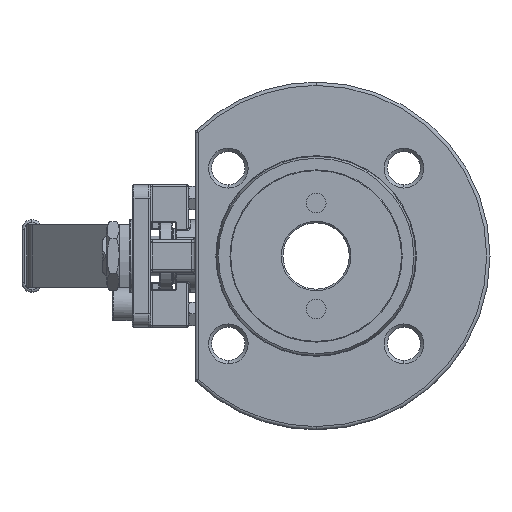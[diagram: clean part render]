
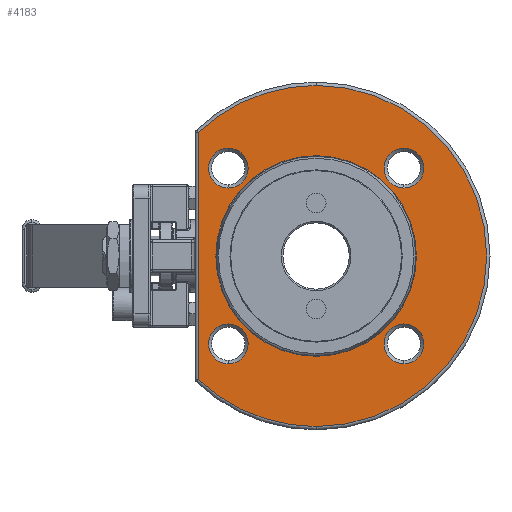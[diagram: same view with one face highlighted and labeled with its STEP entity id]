
A CAD part, left-side view. The second image highlights one B-rep face of the part: STEP entity #4183.
In plain terms, the highlighted planar face has unit normal (-1, 0, 0).
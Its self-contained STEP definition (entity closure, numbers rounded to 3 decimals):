
#442 = AXIS2_PLACEMENT_3D ( 'NONE', #21668, #25699, #26079 ) ;
#1355 = CARTESIAN_POINT ( 'NONE',  ( -20.25, 0., 0. ) ) ;
#1926 = DIRECTION ( 'NONE',  ( -1., 0., 0. ) ) ;
#2842 = AXIS2_PLACEMENT_3D ( 'NONE', #53477, #54051, #36312 ) ;
#3348 = CIRCLE ( 'NONE', #6805, 6. ) ;
#4168 = VECTOR ( 'NONE', #16326, 1000. ) ;
#4183 = ADVANCED_FACE ( 'NONE', ( #56249, #38976, #33441, #24490, #39657, #52760 ), #10096, .T. ) ;
#5005 = CARTESIAN_POINT ( 'NONE',  ( -20.25, 0., 30.277 ) ) ;
#5522 = EDGE_CURVE ( 'NONE', #27035, #38749, #8460, .T. ) ;
#6805 = AXIS2_PLACEMENT_3D ( 'NONE', #24559, #41924, #29383 ) ;
#7586 = EDGE_CURVE ( 'NONE', #27181, #35987, #53841, .T. ) ;
#7606 = AXIS2_PLACEMENT_3D ( 'NONE', #1355, #1926, #37018 ) ;
#8391 = EDGE_CURVE ( 'NONE', #20683, #27231, #24140, .T. ) ;
#8460 = CIRCLE ( 'NONE', #51762, 6. ) ;
#8849 = CARTESIAN_POINT ( 'NONE',  ( -20.25, 26.517, 32.517 ) ) ;
#9834 = ORIENTED_EDGE ( 'NONE', *, *, #11332, .T. ) ;
#10096 = PLANE ( 'NONE',  #40614 ) ;
#10221 = CIRCLE ( 'NONE', #7606, 51.5 ) ;
#10505 = CARTESIAN_POINT ( 'NONE',  ( -20.25, 0., 0. ) ) ;
#10530 = DIRECTION ( 'NONE',  ( 1., 0., 0. ) ) ;
#10773 = CIRCLE ( 'NONE', #36068, 30.277 ) ;
#10795 = EDGE_CURVE ( 'NONE', #18052, #35166, #56482, .T. ) ;
#10823 = AXIS2_PLACEMENT_3D ( 'NONE', #51248, #15940, #24823 ) ;
#11002 = ORIENTED_EDGE ( 'NONE', *, *, #10795, .T. ) ;
#11293 = EDGE_LOOP ( 'NONE', ( #45583, #11002 ) ) ;
#11332 = EDGE_CURVE ( 'NONE', #38749, #27035, #19227, .T. ) ;
#11471 = EDGE_CURVE ( 'NONE', #50339, #27181, #10221, .T. ) ;
#11547 = ORIENTED_EDGE ( 'NONE', *, *, #43976, .T. ) ;
#12417 = ORIENTED_EDGE ( 'NONE', *, *, #36855, .T. ) ;
#14294 = CARTESIAN_POINT ( 'NONE',  ( -20.25, 0., 51.5 ) ) ;
#14536 = VERTEX_POINT ( 'NONE', #45744 ) ;
#14554 = DIRECTION ( 'NONE',  ( -1., 0., 0. ) ) ;
#15309 = ORIENTED_EDGE ( 'NONE', *, *, #45758, .T. ) ;
#15723 = DIRECTION ( 'NONE',  ( 0., 0., 1. ) ) ;
#15873 = VERTEX_POINT ( 'NONE', #30755 ) ;
#15940 = DIRECTION ( 'NONE',  ( 1., 0., 0. ) ) ;
#15951 = AXIS2_PLACEMENT_3D ( 'NONE', #10505, #40648, #54149 ) ;
#16050 = ORIENTED_EDGE ( 'NONE', *, *, #16816, .T. ) ;
#16138 = CARTESIAN_POINT ( 'NONE',  ( -20.25, 35.5, 0. ) ) ;
#16296 = CARTESIAN_POINT ( 'NONE',  ( -20.25, 26.517, -26.517 ) ) ;
#16326 = DIRECTION ( 'NONE',  ( 0., 0., -1. ) ) ;
#16699 = EDGE_LOOP ( 'NONE', ( #51009, #9834 ) ) ;
#16816 = EDGE_CURVE ( 'NONE', #27231, #20683, #3348, .T. ) ;
#16898 = DIRECTION ( 'NONE',  ( 0., 0., 1. ) ) ;
#17344 = EDGE_CURVE ( 'NONE', #54700, #20187, #10773, .T. ) ;
#17435 = CIRCLE ( 'NONE', #48521, 6. ) ;
#17485 = ORIENTED_EDGE ( 'NONE', *, *, #7586, .T. ) ;
#18052 = VERTEX_POINT ( 'NONE', #18922 ) ;
#18386 = CARTESIAN_POINT ( 'NONE',  ( -20.25, 35.5, 37.31 ) ) ;
#18403 = DIRECTION ( 'NONE',  ( 1., 0., 0. ) ) ;
#18469 = AXIS2_PLACEMENT_3D ( 'NONE', #18586, #18783, #36726 ) ;
#18586 = CARTESIAN_POINT ( 'NONE',  ( -20.25, -26.517, 26.517 ) ) ;
#18591 = CARTESIAN_POINT ( 'NONE',  ( -20.25, -26.517, -26.517 ) ) ;
#18783 = DIRECTION ( 'NONE',  ( 1., 0., 0. ) ) ;
#18922 = CARTESIAN_POINT ( 'NONE',  ( -20.25, -26.517, -32.517 ) ) ;
#19227 = CIRCLE ( 'NONE', #41626, 6. ) ;
#19920 = AXIS2_PLACEMENT_3D ( 'NONE', #53274, #44610, #53657 ) ;
#20187 = VERTEX_POINT ( 'NONE', #26670 ) ;
#20414 = CIRCLE ( 'NONE', #19920, 51.5 ) ;
#20683 = VERTEX_POINT ( 'NONE', #8849 ) ;
#21668 = CARTESIAN_POINT ( 'NONE',  ( -20.25, 0., 0. ) ) ;
#23199 = VERTEX_POINT ( 'NONE', #45856 ) ;
#24140 = CIRCLE ( 'NONE', #10823, 6. ) ;
#24490 = FACE_BOUND ( 'NONE', #53348, .T. ) ;
#24559 = CARTESIAN_POINT ( 'NONE',  ( -20.25, 26.517, 26.517 ) ) ;
#24823 = DIRECTION ( 'NONE',  ( 0., 0., 1. ) ) ;
#25442 = CARTESIAN_POINT ( 'NONE',  ( -20.25, 26.517, -32.517 ) ) ;
#25699 = DIRECTION ( 'NONE',  ( 1., 0., 0. ) ) ;
#25769 = AXIS2_PLACEMENT_3D ( 'NONE', #37767, #38333, #33704 ) ;
#26079 = DIRECTION ( 'NONE',  ( 0., 0., 1. ) ) ;
#26318 = CARTESIAN_POINT ( 'NONE',  ( -20.25, 26.517, -20.517 ) ) ;
#26509 = CIRCLE ( 'NONE', #442, 30.277 ) ;
#26670 = CARTESIAN_POINT ( 'NONE',  ( -20.25, 0., -30.277 ) ) ;
#27035 = VERTEX_POINT ( 'NONE', #26318 ) ;
#27181 = VERTEX_POINT ( 'NONE', #18386 ) ;
#27231 = VERTEX_POINT ( 'NONE', #49079 ) ;
#29383 = DIRECTION ( 'NONE',  ( 0., 0., 1. ) ) ;
#29620 = CIRCLE ( 'NONE', #15951, 51.5 ) ;
#30755 = CARTESIAN_POINT ( 'NONE',  ( -20.25, 0., -51.5 ) ) ;
#32283 = CARTESIAN_POINT ( 'NONE',  ( -20.25, 35.5, -37.31 ) ) ;
#32504 = EDGE_CURVE ( 'NONE', #23199, #14536, #39898, .T. ) ;
#32590 = ORIENTED_EDGE ( 'NONE', *, *, #54017, .T. ) ;
#32947 = DIRECTION ( 'NONE',  ( 0., 0., 1. ) ) ;
#33441 = FACE_BOUND ( 'NONE', #47078, .T. ) ;
#33704 = DIRECTION ( 'NONE',  ( 0., 0., 1. ) ) ;
#35166 = VERTEX_POINT ( 'NONE', #51165 ) ;
#35987 = VERTEX_POINT ( 'NONE', #32283 ) ;
#36068 = AXIS2_PLACEMENT_3D ( 'NONE', #52196, #39673, #16898 ) ;
#36312 = DIRECTION ( 'NONE',  ( 0., 0., 1. ) ) ;
#36726 = DIRECTION ( 'NONE',  ( 0., 0., 1. ) ) ;
#36855 = EDGE_CURVE ( 'NONE', #35987, #15873, #29620, .T. ) ;
#37018 = DIRECTION ( 'NONE',  ( 0., 0., 1. ) ) ;
#37237 = ORIENTED_EDGE ( 'NONE', *, *, #11471, .T. ) ;
#37767 = CARTESIAN_POINT ( 'NONE',  ( -20.25, -26.517, 26.517 ) ) ;
#38333 = DIRECTION ( 'NONE',  ( 1., 0., 0. ) ) ;
#38749 = VERTEX_POINT ( 'NONE', #25442 ) ;
#38976 = FACE_OUTER_BOUND ( 'NONE', #46853, .T. ) ;
#39657 = FACE_BOUND ( 'NONE', #11293, .T. ) ;
#39673 = DIRECTION ( 'NONE',  ( 1., 0., 0. ) ) ;
#39898 = CIRCLE ( 'NONE', #25769, 6. ) ;
#40614 = AXIS2_PLACEMENT_3D ( 'NONE', #40996, #14554, #45452 ) ;
#40648 = DIRECTION ( 'NONE',  ( -1., 0., 0. ) ) ;
#40996 = CARTESIAN_POINT ( 'NONE',  ( -20.25, 52.5, 0. ) ) ;
#41626 = AXIS2_PLACEMENT_3D ( 'NONE', #50705, #10530, #32947 ) ;
#41924 = DIRECTION ( 'NONE',  ( 1., 0., 0. ) ) ;
#43727 = ORIENTED_EDGE ( 'NONE', *, *, #8391, .T. ) ;
#43976 = EDGE_CURVE ( 'NONE', #15873, #50339, #20414, .T. ) ;
#44078 = EDGE_LOOP ( 'NONE', ( #50606, #15309 ) ) ;
#44610 = DIRECTION ( 'NONE',  ( -1., 0., 0. ) ) ;
#45429 = DIRECTION ( 'NONE',  ( 0., 0., 1. ) ) ;
#45452 = DIRECTION ( 'NONE',  ( 0., 0., 1. ) ) ;
#45583 = ORIENTED_EDGE ( 'NONE', *, *, #46289, .T. ) ;
#45744 = CARTESIAN_POINT ( 'NONE',  ( -20.25, -26.517, 20.517 ) ) ;
#45758 = EDGE_CURVE ( 'NONE', #20187, #54700, #26509, .T. ) ;
#45856 = CARTESIAN_POINT ( 'NONE',  ( -20.25, -26.517, 32.517 ) ) ;
#46289 = EDGE_CURVE ( 'NONE', #35166, #18052, #17435, .T. ) ;
#46853 = EDGE_LOOP ( 'NONE', ( #12417, #11547, #37237, #17485 ) ) ;
#47078 = EDGE_LOOP ( 'NONE', ( #43727, #16050 ) ) ;
#47179 = DIRECTION ( 'NONE',  ( 1., 0., 0. ) ) ;
#48521 = AXIS2_PLACEMENT_3D ( 'NONE', #18591, #18403, #45429 ) ;
#48926 = ORIENTED_EDGE ( 'NONE', *, *, #32504, .T. ) ;
#49079 = CARTESIAN_POINT ( 'NONE',  ( -20.25, 26.517, 20.517 ) ) ;
#50339 = VERTEX_POINT ( 'NONE', #14294 ) ;
#50606 = ORIENTED_EDGE ( 'NONE', *, *, #17344, .T. ) ;
#50705 = CARTESIAN_POINT ( 'NONE',  ( -20.25, 26.517, -26.517 ) ) ;
#51009 = ORIENTED_EDGE ( 'NONE', *, *, #5522, .T. ) ;
#51165 = CARTESIAN_POINT ( 'NONE',  ( -20.25, -26.517, -20.517 ) ) ;
#51248 = CARTESIAN_POINT ( 'NONE',  ( -20.25, 26.517, 26.517 ) ) ;
#51762 = AXIS2_PLACEMENT_3D ( 'NONE', #16296, #47179, #15723 ) ;
#52196 = CARTESIAN_POINT ( 'NONE',  ( -20.25, 0., 0. ) ) ;
#52760 = FACE_BOUND ( 'NONE', #16699, .T. ) ;
#53274 = CARTESIAN_POINT ( 'NONE',  ( -20.25, 0., 0. ) ) ;
#53348 = EDGE_LOOP ( 'NONE', ( #48926, #32590 ) ) ;
#53477 = CARTESIAN_POINT ( 'NONE',  ( -20.25, -26.517, -26.517 ) ) ;
#53657 = DIRECTION ( 'NONE',  ( 0., 0., 1. ) ) ;
#53841 = LINE ( 'NONE', #16138, #4168 ) ;
#54017 = EDGE_CURVE ( 'NONE', #14536, #23199, #56852, .T. ) ;
#54051 = DIRECTION ( 'NONE',  ( 1., 0., 0. ) ) ;
#54149 = DIRECTION ( 'NONE',  ( 0., 0., 1. ) ) ;
#54700 = VERTEX_POINT ( 'NONE', #5005 ) ;
#56249 = FACE_BOUND ( 'NONE', #44078, .T. ) ;
#56482 = CIRCLE ( 'NONE', #2842, 6. ) ;
#56852 = CIRCLE ( 'NONE', #18469, 6. ) ;
